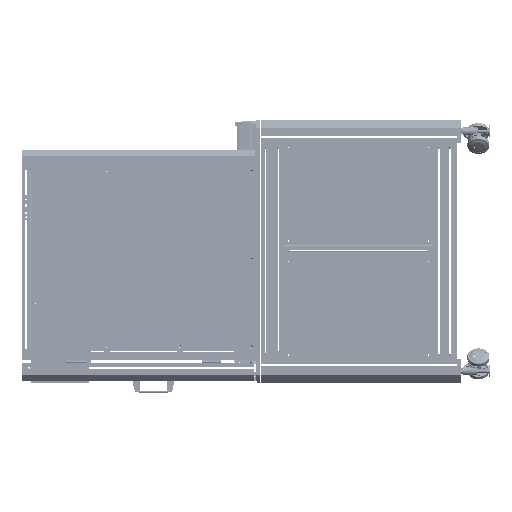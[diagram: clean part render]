
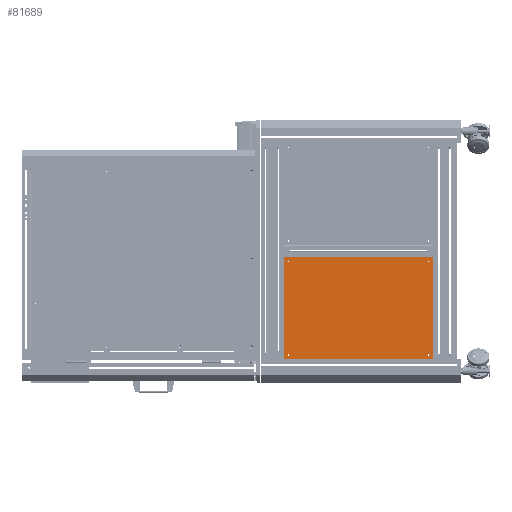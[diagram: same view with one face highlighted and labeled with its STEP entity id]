
A CAD part, left-side view. The second image highlights one B-rep face of the part: STEP entity #81689.
In plain terms, the highlighted planar face has unit normal (-1, 0, 0).
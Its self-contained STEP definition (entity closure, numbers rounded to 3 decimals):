
#847 = VERTEX_POINT ( 'NONE', #125267 ) ;
#2664 = DIRECTION ( 'NONE',  ( -1., 0., 0. ) ) ;
#3121 = VERTEX_POINT ( 'NONE', #19593 ) ;
#4946 = VERTEX_POINT ( 'NONE', #97340 ) ;
#11056 = LINE ( 'NONE', #199713, #158466 ) ;
#11990 = EDGE_LOOP ( 'NONE', ( #23165, #115979 ) ) ;
#15147 = DIRECTION ( 'NONE',  ( -1., 0., 0. ) ) ;
#16724 = VERTEX_POINT ( 'NONE', #78649 ) ;
#17527 = AXIS2_PLACEMENT_3D ( 'NONE', #101376, #162898, #182311 ) ;
#18732 = EDGE_CURVE ( 'NONE', #847, #61165, #192018, .T. ) ;
#19593 = CARTESIAN_POINT ( 'NONE',  ( 1940.719, -569.115, -2131.078 ) ) ;
#20497 = CARTESIAN_POINT ( 'NONE',  ( 1940.719, -554.615, -1797.578 ) ) ;
#20856 = ORIENTED_EDGE ( 'NONE', *, *, #174988, .T. ) ;
#21075 = EDGE_CURVE ( 'NONE', #4946, #95125, #167252, .T. ) ;
#22665 = DIRECTION ( 'NONE',  ( 0., 0.707, 0.707 ) ) ;
#23165 = ORIENTED_EDGE ( 'NONE', *, *, #138003, .F. ) ;
#23406 = ORIENTED_EDGE ( 'NONE', *, *, #58463, .T. ) ;
#23889 = AXIS2_PLACEMENT_3D ( 'NONE', #91130, #153680, #60388 ) ;
#23971 = EDGE_CURVE ( 'NONE', #35631, #183679, #11056, .T. ) ;
#25395 = ORIENTED_EDGE ( 'NONE', *, *, #183322, .F. ) ;
#27260 = AXIS2_PLACEMENT_3D ( 'NONE', #70718, #133229, #196741 ) ;
#27567 = FACE_BOUND ( 'NONE', #11990, .T. ) ;
#28315 = ORIENTED_EDGE ( 'NONE', *, *, #31440, .F. ) ;
#29332 = CIRCLE ( 'NONE', #39149, 3.3 ) ;
#29742 = DIRECTION ( 'NONE',  ( 0., 0., 1. ) ) ;
#30343 = CARTESIAN_POINT ( 'NONE',  ( 1940.719, -554.615, -2114.278 ) ) ;
#31311 = VERTEX_POINT ( 'NONE', #60602 ) ;
#31440 = EDGE_CURVE ( 'NONE', #98124, #52050, #86093, .T. ) ;
#32176 = CARTESIAN_POINT ( 'NONE',  ( 1940.719, -568.615, -2131.578 ) ) ;
#32560 = CARTESIAN_POINT ( 'NONE',  ( 1940.719, -74.615, -1794.278 ) ) ;
#34272 = VECTOR ( 'NONE', #84223, 1000. ) ;
#34657 = VERTEX_POINT ( 'NONE', #68075 ) ;
#35050 = LINE ( 'NONE', #128389, #34272 ) ;
#35631 = VERTEX_POINT ( 'NONE', #86719 ) ;
#39084 = LINE ( 'NONE', #163144, #118130 ) ;
#39149 = AXIS2_PLACEMENT_3D ( 'NONE', #159479, #121397, #167528 ) ;
#42888 = DIRECTION ( 'NONE',  ( 0., -0.707, -0.707 ) ) ;
#44852 = LINE ( 'NONE', #138166, #196664 ) ;
#46159 = DIRECTION ( 'NONE',  ( -1., 0., 0. ) ) ;
#52050 = VERTEX_POINT ( 'NONE', #192312 ) ;
#52212 = EDGE_CURVE ( 'NONE', #176965, #3121, #172631, .T. ) ;
#52514 = AXIS2_PLACEMENT_3D ( 'NONE', #61221, #2664, #94994 ) ;
#58463 = EDGE_CURVE ( 'NONE', #34657, #31311, #44852, .T. ) ;
#58829 = VERTEX_POINT ( 'NONE', #116476 ) ;
#60388 = DIRECTION ( 'NONE',  ( 0., 0., 1. ) ) ;
#60429 = DIRECTION ( 'NONE',  ( 0., 0., -1. ) ) ;
#60602 = CARTESIAN_POINT ( 'NONE',  ( 1940.719, -60.115, -1784.078 ) ) ;
#60985 = VECTOR ( 'NONE', #60429, 1000. ) ;
#61165 = VERTEX_POINT ( 'NONE', #145220 ) ;
#61221 = CARTESIAN_POINT ( 'NONE',  ( 1940.719, -74.615, -1797.578 ) ) ;
#61265 = DIRECTION ( 'NONE',  ( 0., 0.707, -0.707 ) ) ;
#64302 = VECTOR ( 'NONE', #124500, 1000. ) ;
#64686 = ORIENTED_EDGE ( 'NONE', *, *, #65727, .T. ) ;
#65727 = EDGE_CURVE ( 'NONE', #58829, #71522, #39084, .T. ) ;
#66557 = CIRCLE ( 'NONE', #27260, 3.3 ) ;
#68075 = CARTESIAN_POINT ( 'NONE',  ( 1940.719, -61.115, -1783.078 ) ) ;
#69010 = EDGE_CURVE ( 'NONE', #61165, #847, #76570, .T. ) ;
#70718 = CARTESIAN_POINT ( 'NONE',  ( 1940.719, -554.615, -2117.578 ) ) ;
#71522 = VERTEX_POINT ( 'NONE', #169770 ) ;
#72615 = CARTESIAN_POINT ( 'NONE',  ( 1940.719, -554.615, -2117.578 ) ) ;
#74956 = CARTESIAN_POINT ( 'NONE',  ( 1940.719, -60.115, -2132.078 ) ) ;
#75845 = LINE ( 'NONE', #151709, #60985 ) ;
#76570 = CIRCLE ( 'NONE', #17527, 3.3 ) ;
#77215 = AXIS2_PLACEMENT_3D ( 'NONE', #111522, #15147, #174028 ) ;
#78649 = CARTESIAN_POINT ( 'NONE',  ( 1940.719, -554.615, -2120.878 ) ) ;
#81689 = ADVANCED_FACE ( 'NONE', ( #151666, #169051, #27567, #152678, #137283 ), #184427, .T. ) ;
#82833 = AXIS2_PLACEMENT_3D ( 'NONE', #72615, #197633, #181232 ) ;
#83559 = EDGE_CURVE ( 'NONE', #31311, #35631, #75845, .T. ) ;
#84223 = DIRECTION ( 'NONE',  ( 0., 0., 1. ) ) ;
#84960 = ORIENTED_EDGE ( 'NONE', *, *, #23971, .T. ) ;
#85891 = DIRECTION ( 'NONE',  ( 0., 1., 0. ) ) ;
#86093 = CIRCLE ( 'NONE', #177691, 3.3 ) ;
#86719 = CARTESIAN_POINT ( 'NONE',  ( 1940.719, -60.115, -2131.078 ) ) ;
#86776 = ORIENTED_EDGE ( 'NONE', *, *, #18732, .F. ) ;
#91130 = CARTESIAN_POINT ( 'NONE',  ( 1940.719, -569.115, -2132.078 ) ) ;
#93319 = EDGE_CURVE ( 'NONE', #3121, #58829, #35050, .T. ) ;
#93511 = ORIENTED_EDGE ( 'NONE', *, *, #52212, .T. ) ;
#94994 = DIRECTION ( 'NONE',  ( 0., 0., 1. ) ) ;
#95125 = VERTEX_POINT ( 'NONE', #32560 ) ;
#97340 = CARTESIAN_POINT ( 'NONE',  ( 1940.719, -74.615, -1800.878 ) ) ;
#98124 = VERTEX_POINT ( 'NONE', #184218 ) ;
#101376 = CARTESIAN_POINT ( 'NONE',  ( 1940.719, -74.615, -2117.578 ) ) ;
#103627 = AXIS2_PLACEMENT_3D ( 'NONE', #200973, #46159, #29742 ) ;
#104991 = ORIENTED_EDGE ( 'NONE', *, *, #191769, .F. ) ;
#108490 = EDGE_LOOP ( 'NONE', ( #142013, #64686, #124942, #23406, #163790, #84960, #20856, #93511 ) ) ;
#111522 = CARTESIAN_POINT ( 'NONE',  ( 1940.719, -74.615, -1797.578 ) ) ;
#114569 = ORIENTED_EDGE ( 'NONE', *, *, #69010, .F. ) ;
#115979 = ORIENTED_EDGE ( 'NONE', *, *, #21075, .F. ) ;
#116476 = CARTESIAN_POINT ( 'NONE',  ( 1940.719, -569.115, -1784.078 ) ) ;
#118130 = VECTOR ( 'NONE', #22665, 1000. ) ;
#121093 = DIRECTION ( 'NONE',  ( 0., -1., 0. ) ) ;
#121397 = DIRECTION ( 'NONE',  ( -1., 0., 0. ) ) ;
#124500 = DIRECTION ( 'NONE',  ( 0., -0.707, 0.707 ) ) ;
#124942 = ORIENTED_EDGE ( 'NONE', *, *, #125519, .T. ) ;
#125267 = CARTESIAN_POINT ( 'NONE',  ( 1940.719, -74.615, -2114.278 ) ) ;
#125519 = EDGE_CURVE ( 'NONE', #71522, #34657, #180164, .T. ) ;
#125885 = VECTOR ( 'NONE', #121093, 1000. ) ;
#128389 = CARTESIAN_POINT ( 'NONE',  ( 1940.719, -569.115, -2132.078 ) ) ;
#129891 = VERTEX_POINT ( 'NONE', #30343 ) ;
#133229 = DIRECTION ( 'NONE',  ( -1., 0., 0. ) ) ;
#134994 = ORIENTED_EDGE ( 'NONE', *, *, #196872, .F. ) ;
#137283 = FACE_OUTER_BOUND ( 'NONE', #108490, .T. ) ;
#138003 = EDGE_CURVE ( 'NONE', #95125, #4946, #165591, .T. ) ;
#138166 = CARTESIAN_POINT ( 'NONE',  ( 1940.719, -140.615, -1703.578 ) ) ;
#142013 = ORIENTED_EDGE ( 'NONE', *, *, #93319, .T. ) ;
#145220 = CARTESIAN_POINT ( 'NONE',  ( 1940.719, -74.615, -2120.878 ) ) ;
#145601 = DIRECTION ( 'NONE',  ( 0., 0., 1. ) ) ;
#147225 = EDGE_LOOP ( 'NONE', ( #86776, #114569 ) ) ;
#151585 = CIRCLE ( 'NONE', #82833, 3.3 ) ;
#151666 = FACE_BOUND ( 'NONE', #166280, .T. ) ;
#151709 = CARTESIAN_POINT ( 'NONE',  ( 1940.719, -60.115, -1783.078 ) ) ;
#152678 = FACE_BOUND ( 'NONE', #147225, .T. ) ;
#153680 = DIRECTION ( 'NONE',  ( -1., 0., 0. ) ) ;
#154080 = VECTOR ( 'NONE', #85891, 1000. ) ;
#158466 = VECTOR ( 'NONE', #42888, 1000. ) ;
#159479 = CARTESIAN_POINT ( 'NONE',  ( 1940.719, -554.615, -1797.578 ) ) ;
#159961 = DIRECTION ( 'NONE',  ( -1., 0., 0. ) ) ;
#162787 = CARTESIAN_POINT ( 'NONE',  ( 1940.719, -569.115, -1783.078 ) ) ;
#162898 = DIRECTION ( 'NONE',  ( -1., 0., 0. ) ) ;
#163144 = CARTESIAN_POINT ( 'NONE',  ( 1940.719, -743.115, -1958.078 ) ) ;
#163790 = ORIENTED_EDGE ( 'NONE', *, *, #83559, .T. ) ;
#164717 = EDGE_LOOP ( 'NONE', ( #134994, #104991 ) ) ;
#165591 = CIRCLE ( 'NONE', #77215, 3.3 ) ;
#166280 = EDGE_LOOP ( 'NONE', ( #25395, #28315 ) ) ;
#167252 = CIRCLE ( 'NONE', #52514, 3.3 ) ;
#167528 = DIRECTION ( 'NONE',  ( 0., 0., 1. ) ) ;
#168228 = LINE ( 'NONE', #74956, #125885 ) ;
#169051 = FACE_BOUND ( 'NONE', #164717, .T. ) ;
#169770 = CARTESIAN_POINT ( 'NONE',  ( 1940.719, -568.115, -1783.078 ) ) ;
#172631 = LINE ( 'NONE', #32176, #64302 ) ;
#174028 = DIRECTION ( 'NONE',  ( 0., 0., 1. ) ) ;
#174988 = EDGE_CURVE ( 'NONE', #183679, #176965, #168228, .T. ) ;
#176965 = VERTEX_POINT ( 'NONE', #177872 ) ;
#177618 = CARTESIAN_POINT ( 'NONE',  ( 1940.719, -61.115, -2132.078 ) ) ;
#177691 = AXIS2_PLACEMENT_3D ( 'NONE', #20497, #159961, #145601 ) ;
#177872 = CARTESIAN_POINT ( 'NONE',  ( 1940.719, -568.115, -2132.078 ) ) ;
#180164 = LINE ( 'NONE', #162787, #154080 ) ;
#181232 = DIRECTION ( 'NONE',  ( 0., 0., 1. ) ) ;
#182311 = DIRECTION ( 'NONE',  ( 0., 0., 1. ) ) ;
#183322 = EDGE_CURVE ( 'NONE', #52050, #98124, #29332, .T. ) ;
#183679 = VERTEX_POINT ( 'NONE', #177618 ) ;
#184218 = CARTESIAN_POINT ( 'NONE',  ( 1940.719, -554.615, -1800.878 ) ) ;
#184427 = PLANE ( 'NONE',  #23889 ) ;
#191769 = EDGE_CURVE ( 'NONE', #16724, #129891, #151585, .T. ) ;
#192018 = CIRCLE ( 'NONE', #103627, 3.3 ) ;
#192312 = CARTESIAN_POINT ( 'NONE',  ( 1940.719, -554.615, -1794.278 ) ) ;
#196664 = VECTOR ( 'NONE', #61265, 1000. ) ;
#196741 = DIRECTION ( 'NONE',  ( 0., 0., 1. ) ) ;
#196872 = EDGE_CURVE ( 'NONE', #129891, #16724, #66557, .T. ) ;
#197633 = DIRECTION ( 'NONE',  ( -1., 0., 0. ) ) ;
#199713 = CARTESIAN_POINT ( 'NONE',  ( 1940.719, -315.115, -2386.078 ) ) ;
#200973 = CARTESIAN_POINT ( 'NONE',  ( 1940.719, -74.615, -2117.578 ) ) ;
